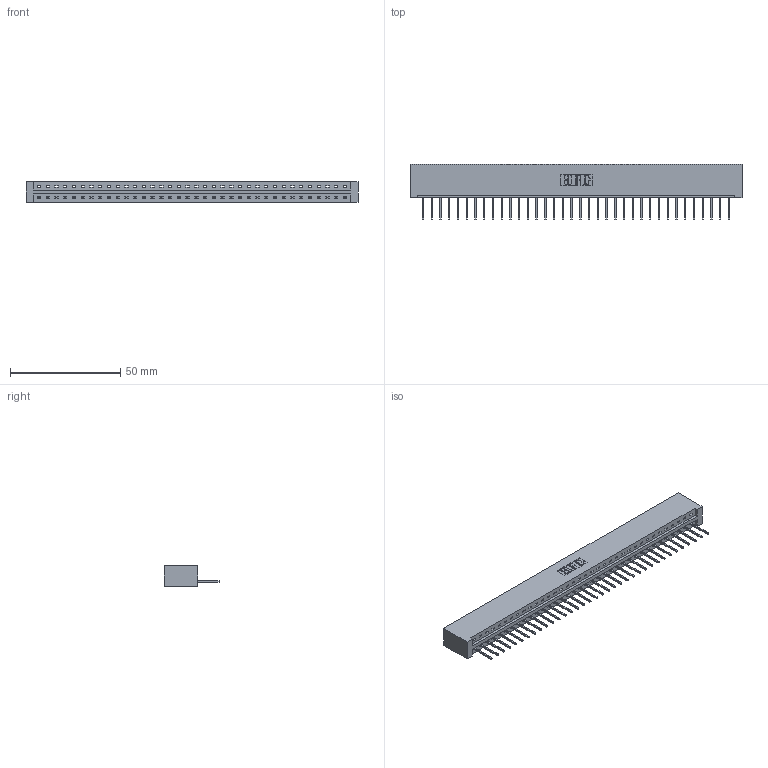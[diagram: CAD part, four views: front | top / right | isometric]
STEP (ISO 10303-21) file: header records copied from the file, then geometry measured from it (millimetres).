
FILE_DESCRIPTION (( 'STEP AP203' ), '1' );
FILE_NAME ('387-036-523-101.STEP', '2018-09-18T23:33:29', ( '' ), ( '' ), 'SwSTEP 2.0', 'SolidWorks 2016', '' );
FILE_SCHEMA (( 'CONFIG_CONTROL_DESIGN' ));
Length unit declared in the file: inch
Products named in the file (3): 337 Part_No Mounting Lugs; 345-292-001_345-293-123; 387-036-523-101
Assembly tree (37 placements, depth 2):
  387-036-523-101
    337 Part_No Mounting Lugs
    345-292-001_345-293-123  x36
Bounding box: 150.52 x 25.15 x 9.4 mm (x, y, z)
Volume: 16293.8 mm3; surface area: 16817.1 mm2
Topology: 37 solids, 37 shells, 2338 faces, 7055 edges, 4654 vertices
Faces by surface type: plane 1722, cylinder 616
Entity records: 27277 total; most frequent: CARTESIAN_POINT 4758, ORIENTED_EDGE 4730, DIRECTION 4009, EDGE_CURVE 2365, LINE 2245, VECTOR 2245, VERTEX_POINT 1574, AXIS2_PLACEMENT_3D 882
